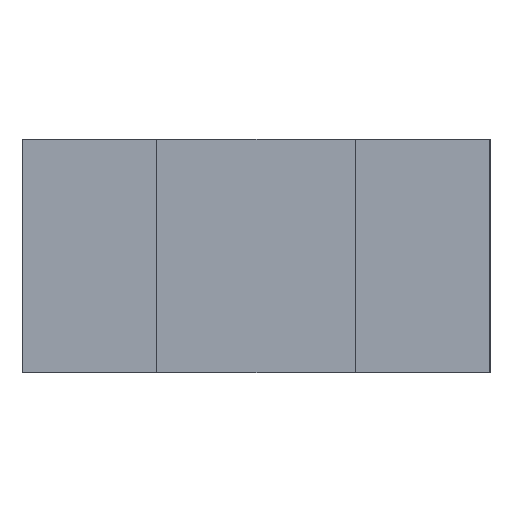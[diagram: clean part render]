
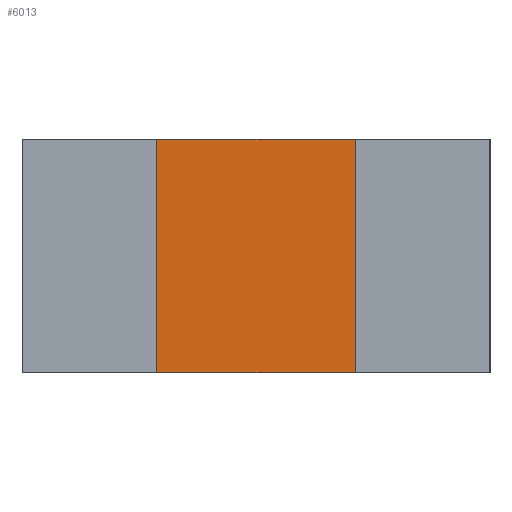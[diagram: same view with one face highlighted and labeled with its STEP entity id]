
A CAD part, left-side view. The second image highlights one B-rep face of the part: STEP entity #6013.
In plain terms, the highlighted planar face has unit normal (-1, 0, 0).
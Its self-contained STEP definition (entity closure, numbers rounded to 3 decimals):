
#241=PLANE('',#6224);
#553=FACE_OUTER_BOUND('',#877,.T.);
#877=EDGE_LOOP('',(#5389,#5390,#5391,#5392));
#1411=LINE('',#11725,#1929);
#1412=LINE('',#11728,#1930);
#1413=LINE('',#11730,#1931);
#1414=LINE('',#11731,#1932);
#1929=VECTOR('',#7129,10.);
#1930=VECTOR('',#7132,10.);
#1931=VECTOR('',#7133,10.);
#1932=VECTOR('',#7134,10.);
#2855=VERTEX_POINT('',#11721);
#2856=VERTEX_POINT('',#11723);
#2857=VERTEX_POINT('',#11727);
#2858=VERTEX_POINT('',#11729);
#3747=EDGE_CURVE('',#2855,#2856,#1411,.T.);
#3748=EDGE_CURVE('',#2857,#2855,#1412,.T.);
#3749=EDGE_CURVE('',#2858,#2856,#1413,.T.);
#3750=EDGE_CURVE('',#2857,#2858,#1414,.T.);
#5389=ORIENTED_EDGE('',*,*,#3748,.T.);
#5390=ORIENTED_EDGE('',*,*,#3747,.T.);
#5391=ORIENTED_EDGE('',*,*,#3749,.F.);
#5392=ORIENTED_EDGE('',*,*,#3750,.F.);
#6013=ADVANCED_FACE('',(#553),#241,.T.);
#6224=AXIS2_PLACEMENT_3D('',#11726,#7130,#7131);
#7129=DIRECTION('',(0.,0.,1.));
#7130=DIRECTION('center_axis',(-1.,0.,0.));
#7131=DIRECTION('ref_axis',(0.,-1.,0.));
#7132=DIRECTION('',(0.,-1.,0.));
#7133=DIRECTION('',(0.,-1.,0.));
#7134=DIRECTION('',(0.,0.,1.));
#11721=CARTESIAN_POINT('',(4.5,5.75,20.));
#11723=CARTESIAN_POINT('',(4.5,5.75,30.));
#11725=CARTESIAN_POINT('',(4.5,5.75,20.));
#11726=CARTESIAN_POINT('Origin',(4.5,14.25,20.));
#11727=CARTESIAN_POINT('',(4.5,14.25,20.));
#11728=CARTESIAN_POINT('',(4.5,12.125,20.));
#11729=CARTESIAN_POINT('',(4.5,14.25,30.));
#11730=CARTESIAN_POINT('',(4.5,12.125,30.));
#11731=CARTESIAN_POINT('',(4.5,14.25,20.));
